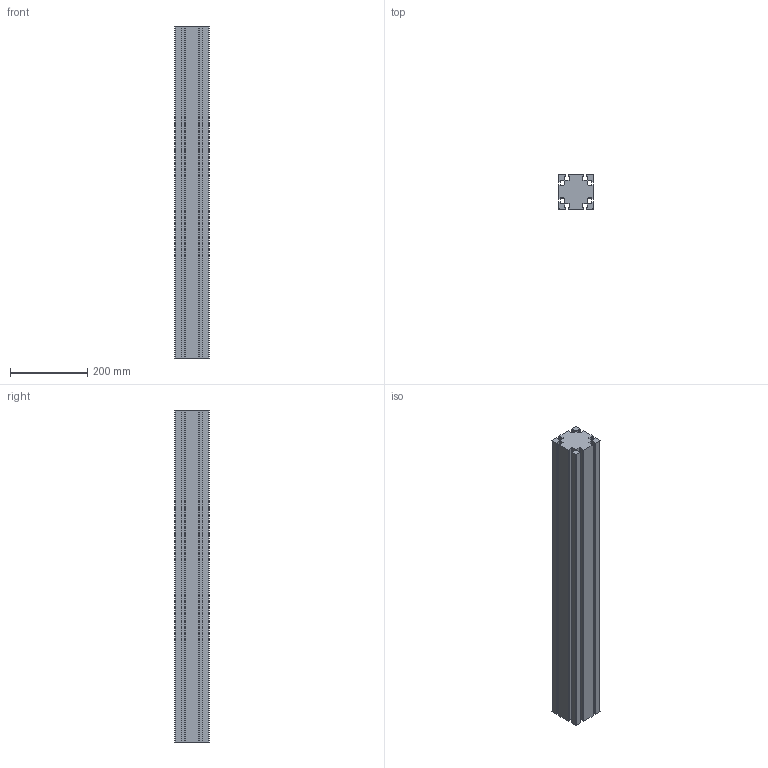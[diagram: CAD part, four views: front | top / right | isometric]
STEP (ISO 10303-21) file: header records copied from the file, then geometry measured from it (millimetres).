
FILE_DESCRIPTION(('Open CASCADE Model'),'2;1');
FILE_NAME('Open CASCADE Shape Model','2021-04-08T10:47:23',('Author'),( 'Open CASCADE'),'Open CASCADE STEP processor 7.4','Open CASCADE 7.4' ,'Unknown');
FILE_SCHEMA(('CONFIG_CONTROL_DESIGN'));
Length unit declared in the file: millimetre
Products named in the file (1): 880STRUT_1 67
Bounding box: 90 x 90 x 861 mm (x, y, z)
Volume: 5730417 mm3; surface area: 582095.3 mm2
Topology: 1 solids, 1 shells, 138 faces, 408 edges, 272 vertices
Faces by surface type: plane 86, cylinder 52
Entity records: 10272 total; most frequent: CARTESIAN_POINT 2259, DIRECTION 1502, LINE 1016, VECTOR 1016, ORIENTED_EDGE 816, PCURVE 816, DEFINITIONAL_REPRESENTATION 816, EDGE_CURVE 408
